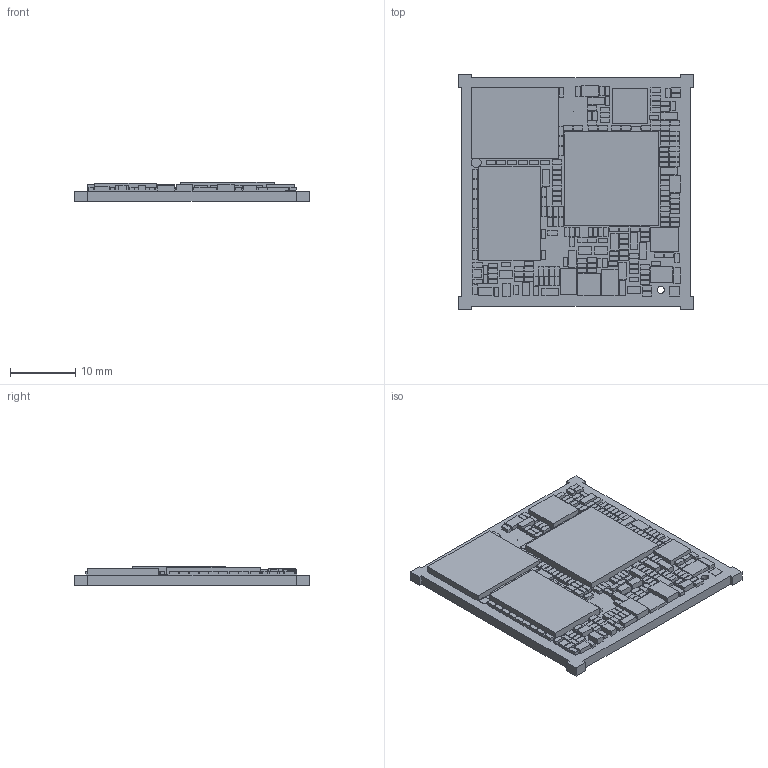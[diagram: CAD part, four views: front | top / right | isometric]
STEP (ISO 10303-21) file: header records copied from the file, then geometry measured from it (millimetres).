
FILE_DESCRIPTION(('FreeCAD Model'),'2;1');
FILE_NAME('1468-0.step','2016-04-01T08:39:51', ('Author'),(''),'Open CASCADE STEP processor 6.8','FreeCAD','Unknown' );
FILE_SCHEMA(('AUTOMOTIVE_DESIGN_CC2 { 1 2 10303 214 -1 1 5 4 }'));
Length unit declared in the file: millimetre
Products named in the file (228): Board_outline; C1; C10; C100; C101; C102; C103; C104; C105; C107; C108; C109; C11; C112; C113; C114; C115; C116; C117; C118; C119; C12; C120; C121; C122; C123; C127; C13; C14; C15; C16; C17; C18; C19; C2; C20; C21; C22; C23; C24 ...
Bounding box: 36 x 36 x 2.92 mm (x, y, z)
Volume: 2739.9 mm3; surface area: 5182.9 mm2
Topology: 228 solids, 228 shells, 1367 faces, 2733 edges, 1822 vertices
Faces by surface type: plane 1348, cylinder 19
Full cylindrical faces by diameter (mm): 1.1 x1
Entity records: 74366 total; most frequent: CARTESIAN_POINT 11509, DIRECTION 10953, LINE 8123, VECTOR 8123, ORIENTED_EDGE 5466, PCURVE 5466, DEFINITIONAL_REPRESENTATION 5466, EDGE_CURVE 2733
